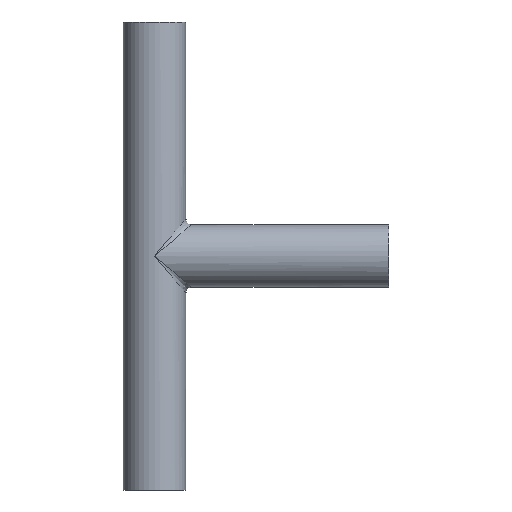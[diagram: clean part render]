
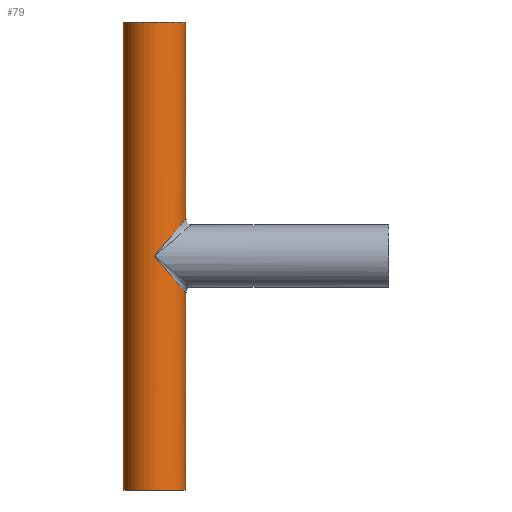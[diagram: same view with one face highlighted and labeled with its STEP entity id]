
A CAD part, front view. The second image highlights one B-rep face of the part: STEP entity #79.
In plain terms, the highlighted cylindrical face has radius 6.35 mm (diameter 12.7 mm), a partial arc.
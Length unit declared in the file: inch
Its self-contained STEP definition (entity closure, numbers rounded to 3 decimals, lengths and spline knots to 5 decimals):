
#4 =( BOUNDED_CURVE ( )  B_SPLINE_CURVE ( 3, ( #421, #9, #488, #511 ),
 .UNSPECIFIED., .F., .T. ) 
 B_SPLINE_CURVE_WITH_KNOTS ( ( 4, 4 ),
 ( 3.14159, 4.71239 ),
 .UNSPECIFIED. ) 
 CURVE ( )  GEOMETRIC_REPRESENTATION_ITEM ( )  RATIONAL_B_SPLINE_CURVE ( ( 1., 0.805, 0.805, 1. ) ) 
 REPRESENTATION_ITEM ( '' )  );
#9 = CARTESIAN_POINT ( 'NONE',  ( 0.25, -0.14645, -0.29724 ) ) ;
#29 = ORIENTED_EDGE ( 'NONE', *, *, #272, .T. ) ;
#32 = CARTESIAN_POINT ( 'NONE',  ( 0., 0., -1.87402 ) ) ;
#40 = DIRECTION ( 'NONE',  ( 0., 0., -1. ) ) ;
#76 = DIRECTION ( 'NONE',  ( 0., 0., 1. ) ) ;
#77 = LINE ( 'NONE', #555, #208 ) ;
#79 = ADVANCED_FACE ( 'NONE', ( #308 ), #611, .T. ) ;
#85 = DIRECTION ( 'NONE',  ( -1., 0., 0. ) ) ;
#98 = DIRECTION ( 'NONE',  ( 0., 0., -1. ) ) ;
#113 = ORIENTED_EDGE ( 'NONE', *, *, #535, .T. ) ;
#138 = LINE ( 'NONE', #403, #343 ) ;
#143 = ORIENTED_EDGE ( 'NONE', *, *, #415, .F. ) ;
#198 = DIRECTION ( 'NONE',  ( 0., 0., -1. ) ) ;
#208 = VECTOR ( 'NONE', #98, 39.37008 ) ;
#210 = VECTOR ( 'NONE', #198, 39.37008 ) ;
#227 = CARTESIAN_POINT ( 'NONE',  ( -0.25, 0., 1.87402 ) ) ;
#251 = VERTEX_POINT ( 'NONE', #227 ) ;
#265 = AXIS2_PLACEMENT_3D ( 'NONE', #32, #516, #765 ) ;
#272 = EDGE_CURVE ( 'NONE', #347, #624, #4, .T. ) ;
#283 = VERTEX_POINT ( 'NONE', #351 ) ;
#285 = CARTESIAN_POINT ( 'NONE',  ( 0.25, 0., 0.29724 ) ) ;
#308 = FACE_OUTER_BOUND ( 'NONE', #616, .T. ) ;
#316 =( BOUNDED_CURVE ( )  B_SPLINE_CURVE ( 3, ( #553, #694, #641, #285 ),
 .UNSPECIFIED., .F., .T. ) 
 B_SPLINE_CURVE_WITH_KNOTS ( ( 4, 4 ),
 ( 1.5708, 3.14159 ),
 .UNSPECIFIED. ) 
 CURVE ( )  GEOMETRIC_REPRESENTATION_ITEM ( )  RATIONAL_B_SPLINE_CURVE ( ( 1., 0.805, 0.805, 1. ) ) 
 REPRESENTATION_ITEM ( '' )  );
#333 = CIRCLE ( 'NONE', #265, 0.25 ) ;
#343 = VECTOR ( 'NONE', #40, 39.37008 ) ;
#346 = EDGE_CURVE ( 'NONE', #251, #639, #476, .T. ) ;
#347 = VERTEX_POINT ( 'NONE', #789 ) ;
#351 = CARTESIAN_POINT ( 'NONE',  ( 0.25, 0., 0.29724 ) ) ;
#362 = EDGE_CURVE ( 'NONE', #624, #283, #316, .T. ) ;
#371 = AXIS2_PLACEMENT_3D ( 'NONE', #859, #76, #758 ) ;
#398 = EDGE_CURVE ( 'NONE', #525, #406, #333, .T. ) ;
#403 = CARTESIAN_POINT ( 'NONE',  ( -0.25, 0., 1.87402 ) ) ;
#406 = VERTEX_POINT ( 'NONE', #647 ) ;
#415 = EDGE_CURVE ( 'NONE', #639, #283, #77, .T. ) ;
#421 = CARTESIAN_POINT ( 'NONE',  ( 0.25, 0., -0.29724 ) ) ;
#469 = CARTESIAN_POINT ( 'NONE',  ( -0.25, 0., -1.87402 ) ) ;
#476 = CIRCLE ( 'NONE', #371, 0.25 ) ;
#488 = CARTESIAN_POINT ( 'NONE',  ( 0.14645, -0.25, -0.17412 ) ) ;
#501 = DIRECTION ( 'NONE',  ( 0., 0., -1. ) ) ;
#511 = CARTESIAN_POINT ( 'NONE',  ( 0., -0.25, 0. ) ) ;
#516 = DIRECTION ( 'NONE',  ( 0., 0., 1. ) ) ;
#525 = VERTEX_POINT ( 'NONE', #469 ) ;
#535 = EDGE_CURVE ( 'NONE', #251, #525, #138, .T. ) ;
#553 = CARTESIAN_POINT ( 'NONE',  ( 0., -0.25, 0. ) ) ;
#555 = CARTESIAN_POINT ( 'NONE',  ( 0.25, 0., 1.87402 ) ) ;
#578 = ORIENTED_EDGE ( 'NONE', *, *, #362, .T. ) ;
#598 = CARTESIAN_POINT ( 'NONE',  ( 0.25, 0., 1.87402 ) ) ;
#608 = ORIENTED_EDGE ( 'NONE', *, *, #792, .F. ) ;
#611 = CYLINDRICAL_SURFACE ( 'NONE', #752, 0.25 ) ;
#616 = EDGE_LOOP ( 'NONE', ( #143, #623, #113, #898, #608, #29, #578 ) ) ;
#623 = ORIENTED_EDGE ( 'NONE', *, *, #346, .F. ) ;
#624 = VERTEX_POINT ( 'NONE', #723 ) ;
#639 = VERTEX_POINT ( 'NONE', #598 ) ;
#641 = CARTESIAN_POINT ( 'NONE',  ( 0.25, -0.14645, 0.29724 ) ) ;
#647 = CARTESIAN_POINT ( 'NONE',  ( 0.25, 0., -1.87402 ) ) ;
#694 = CARTESIAN_POINT ( 'NONE',  ( 0.14645, -0.25, 0.17412 ) ) ;
#723 = CARTESIAN_POINT ( 'NONE',  ( 0., -0.25, 0. ) ) ;
#752 = AXIS2_PLACEMENT_3D ( 'NONE', #769, #501, #85 ) ;
#758 = DIRECTION ( 'NONE',  ( 1., 0., 0. ) ) ;
#760 = LINE ( 'NONE', #881, #210 ) ;
#765 = DIRECTION ( 'NONE',  ( 1., 0., 0. ) ) ;
#769 = CARTESIAN_POINT ( 'NONE',  ( 0., 0., 1.87402 ) ) ;
#789 = CARTESIAN_POINT ( 'NONE',  ( 0.25, 0., -0.29724 ) ) ;
#792 = EDGE_CURVE ( 'NONE', #347, #406, #760, .T. ) ;
#859 = CARTESIAN_POINT ( 'NONE',  ( 0., 0., 1.87402 ) ) ;
#881 = CARTESIAN_POINT ( 'NONE',  ( 0.25, 0., 1.87402 ) ) ;
#898 = ORIENTED_EDGE ( 'NONE', *, *, #398, .T. ) ;
